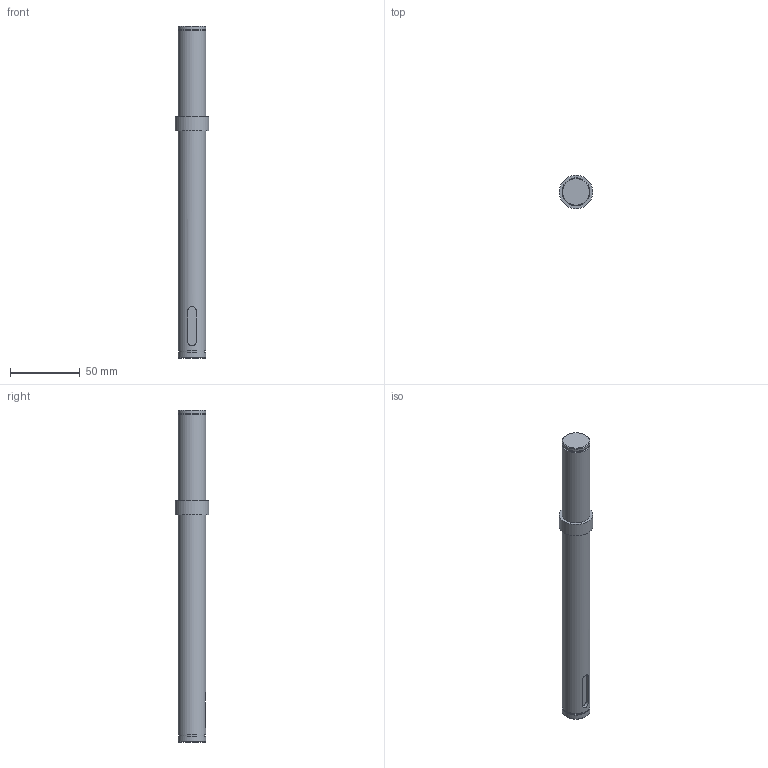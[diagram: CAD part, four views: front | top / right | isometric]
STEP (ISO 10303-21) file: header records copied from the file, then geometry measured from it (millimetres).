
FILE_DESCRIPTION( ('This file contains a STEP AP42 implementation' ,'as created by ZW3D STEP Interface translator.' ,'') ,'2;1' );
FILE_NAME( '喘謫60-2勀砃粣.ipt.stp' ,'251027.114722', (''), ('ZWCAD Software Co.'), 'Version 1.0', 'ZW3D to STEP translator', '' );
FILE_SCHEMA(('AUTOMOTIVE_DESIGN { 1 0 10303 214 1 1 1 1 }'));
Length unit declared in the file: millimetre
Products named in the file (1): 0
Bounding box: 24 x 24 x 237.2 mm (x, y, z)
Volume: 75388.8 mm3; surface area: 16213.2 mm2
Topology: 1 solids, 1 shells, 22 faces, 49 edges, 36 vertices
Faces by surface type: plane 11, cylinder 9, cone 2
Full cylindrical faces by diameter (mm): 18.35 x2, 20 x4, 24 x1
Entity records: 711 total; most frequent: CARTESIAN_POINT 144, DIRECTION 119, ORIENTED_EDGE 98, AXIS2_PLACEMENT_3D 51, EDGE_CURVE 49, VERTEX_POINT 36, EDGE_LOOP 29, CIRCLE 28
